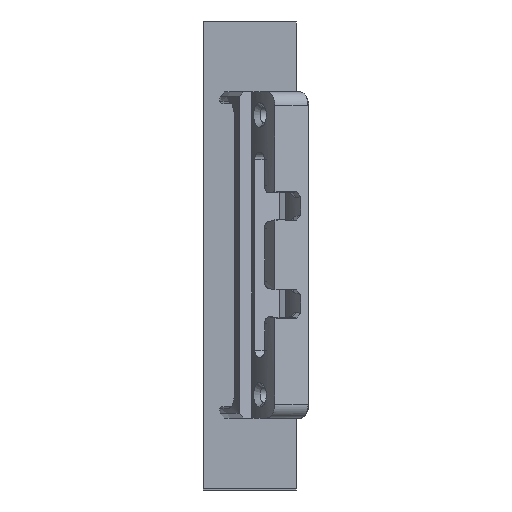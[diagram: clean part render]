
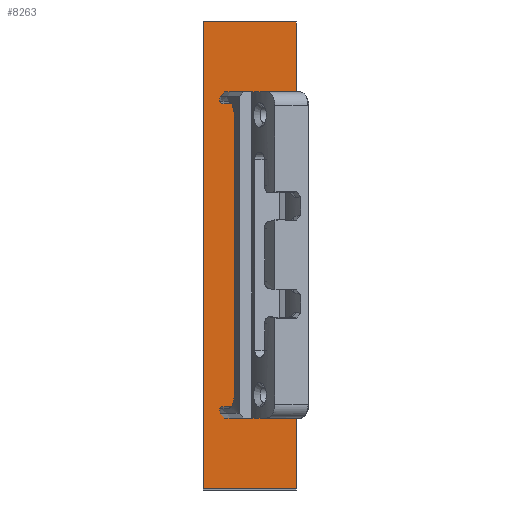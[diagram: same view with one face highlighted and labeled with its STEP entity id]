
A CAD part, top view. The second image highlights one B-rep face of the part: STEP entity #8263.
In plain terms, the highlighted planar face has unit normal (0, 0, -1).
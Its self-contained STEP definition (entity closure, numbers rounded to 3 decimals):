
#8224=DIRECTION('',(0.,-1.,0.));
#8225=VECTOR('',#8224,100.);
#8226=CARTESIAN_POINT('',(-48.514,50.,0.));
#8227=LINE('',#8226,#8225);
#8228=DIRECTION('',(1.,0.,0.));
#8229=VECTOR('',#8228,20.);
#8230=CARTESIAN_POINT('',(-48.514,-50.,0.));
#8231=LINE('',#8230,#8229);
#8232=DIRECTION('',(0.,1.,0.));
#8233=VECTOR('',#8232,100.);
#8234=CARTESIAN_POINT('',(-28.514,-50.,0.));
#8235=LINE('',#8234,#8233);
#8236=DIRECTION('',(-1.,0.,0.));
#8237=VECTOR('',#8236,20.);
#8238=CARTESIAN_POINT('',(-28.514,50.,0.));
#8239=LINE('',#8238,#8237);
#8240=CARTESIAN_POINT('',(-48.514,-50.,0.));
#8241=CARTESIAN_POINT('',(-48.514,50.,0.));
#8242=VERTEX_POINT('',#8240);
#8243=VERTEX_POINT('',#8241);
#8244=CARTESIAN_POINT('',(-28.514,-50.,0.));
#8245=CARTESIAN_POINT('',(-28.514,50.,0.));
#8246=VERTEX_POINT('',#8244);
#8247=VERTEX_POINT('',#8245);
#8248=CARTESIAN_POINT('',(-48.514,-50.,0.));
#8249=DIRECTION('',(0.,0.,-1.));
#8250=DIRECTION('',(0.,1.,0.));
#8251=AXIS2_PLACEMENT_3D('',#8248,#8249,#8250);
#8252=PLANE('',#8251);
#8254=ORIENTED_EDGE('',*,*,#8253,.T.);
#8256=ORIENTED_EDGE('',*,*,#8255,.T.);
#8258=ORIENTED_EDGE('',*,*,#8257,.T.);
#8260=ORIENTED_EDGE('',*,*,#8259,.T.);
#8261=EDGE_LOOP('',(#8254,#8256,#8258,#8260));
#8262=FACE_OUTER_BOUND('',#8261,.F.);
#8263=ADVANCED_FACE('',(#8262),#8252,.T.);
#8253=EDGE_CURVE('',#8243,#8242,#8227,.T.);
#8255=EDGE_CURVE('',#8242,#8246,#8231,.T.);
#8257=EDGE_CURVE('',#8246,#8247,#8235,.T.);
#8259=EDGE_CURVE('',#8247,#8243,#8239,.T.);
